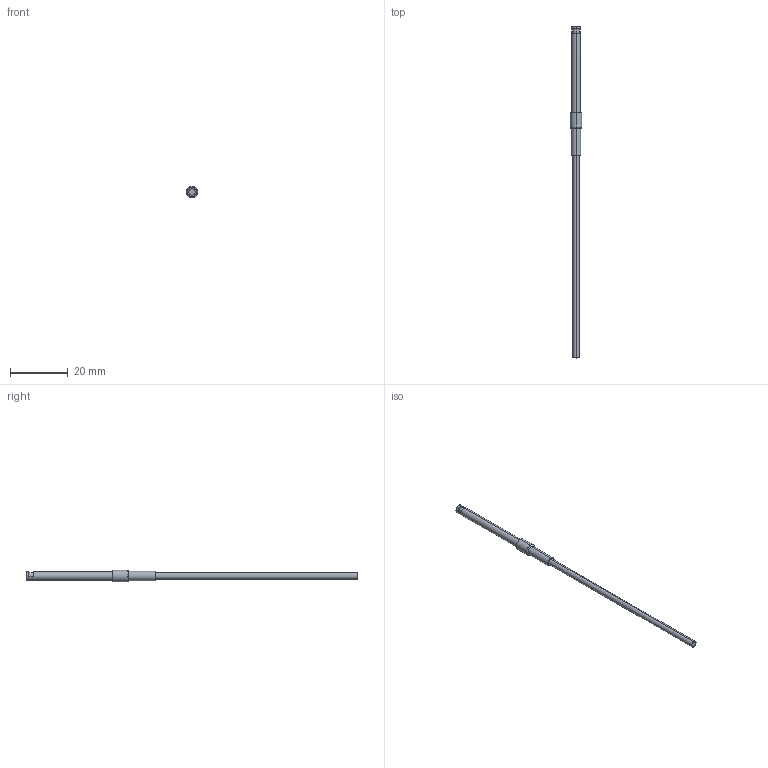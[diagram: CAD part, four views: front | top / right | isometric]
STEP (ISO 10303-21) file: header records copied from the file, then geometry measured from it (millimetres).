
FILE_DESCRIPTION (( 'STEP AP203' ), '1' );
FILE_NAME ('ft-320-d-t14l-ok.STEP-203.STEP', '2013-06-13T09:23:09', ( 'name' ), ( 'org' ), 'SwSTEP 2.0', 'SolidWorks 2007', '' );
FILE_SCHEMA (( 'CONFIG_CONTROL_DESIGN' ));
Length unit declared in the file: millimetre
Products named in the file (1): ft-320-d-t14l-ok.STEP-203
Bounding box: 4.01 x 115 x 4.01 mm (x, y, z)
Volume: 615.8 mm3; surface area: 954.6 mm2
Topology: 1 solids, 1 shells, 24 faces, 57 edges, 38 vertices
Faces by surface type: cylinder 12, plane 10, bspline 2
Entity records: 814 total; most frequent: CARTESIAN_POINT 150, DIRECTION 137, ORIENTED_EDGE 114, EDGE_CURVE 57, AXIS2_PLACEMENT_3D 57, VERTEX_POINT 38, CIRCLE 34, EDGE_LOOP 27
